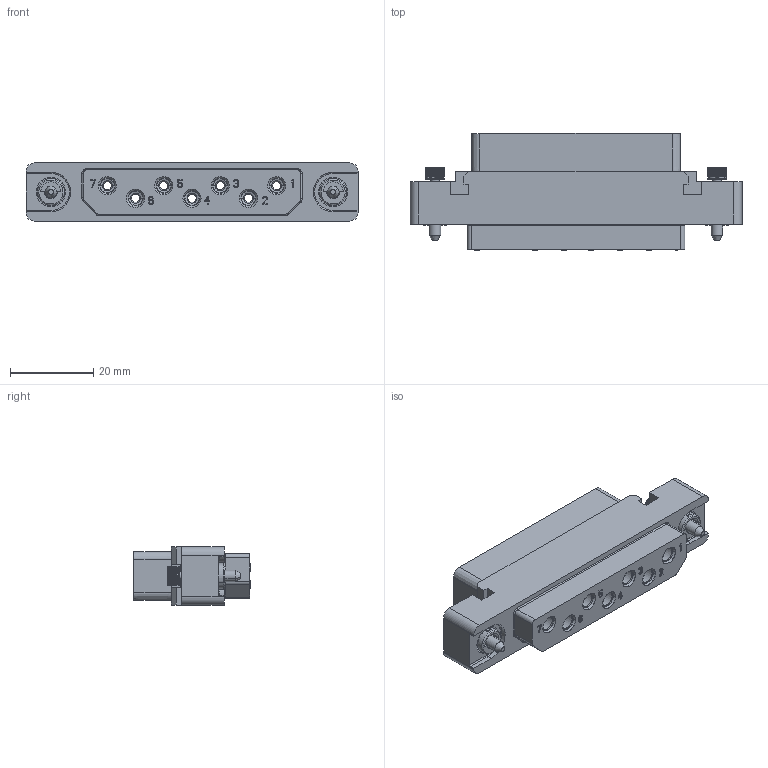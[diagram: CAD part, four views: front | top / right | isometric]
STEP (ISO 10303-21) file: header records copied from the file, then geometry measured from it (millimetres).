
FILE_DESCRIPTION((''),'2;1');
FILE_NAME('1900ND06S1A00A','2019-10-30T',('presta_be4'),(''),'CREO PARAMETRIC BY PTC INC, 2018360','CREO PARAMETRIC BY PTC INC, 2018360','');
FILE_SCHEMA(('CONFIG_CONTROL_DESIGN'));
Products named in the file (1): 1900ND06S1A00A
Bounding box: 80 x 28.2 x 14 mm (x, y, z)
Volume: 16001.9 mm3; surface area: 12741.1 mm2
Topology: 3 solids, 3 shells, 1924 faces, 5098 edges, 3276 vertices
Faces by surface type: plane 1190, cylinder 388, torus 176, cone 134, extrusion 32, bspline 4
Entity records: 66854 total; most frequent: CARTESIAN_POINT 18811, ORIENTED_EDGE 10188, DIRECTION 9698, EDGE_CURVE 5094, VECTOR 3564, LINE 3532, VERTEX_POINT 3276, AXIS2_PLACEMENT_3D 3067
